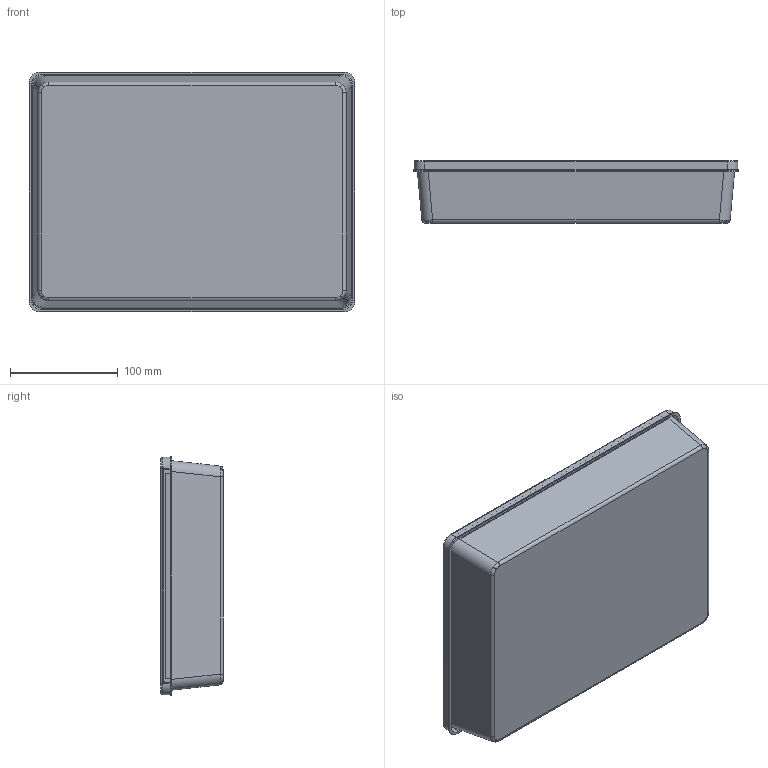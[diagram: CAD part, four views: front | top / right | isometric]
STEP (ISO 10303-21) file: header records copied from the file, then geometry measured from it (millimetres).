
FILE_DESCRIPTION (( 'STEP AP214' ), '1' );
FILE_NAME ('B154 Êîðîáêà ïëàñòèêîâàÿ, 300x220x55 ìì.STEP', '2020-04-06T13:09:23', ( '' ), ( '' ), 'SwSTEP 2.0', 'SolidWorks 2020', '' );
FILE_SCHEMA (( 'AUTOMOTIVE_DESIGN' ));
Length unit declared in the file: millimetre
Products named in the file (3): B154 Êîðîáêà ïëàñòèêîâàÿ, 300x220x55 ìì; B154 Êðûøêà; B154 Åìêîñòü
Assembly tree (2 placements, depth 2):
  B154 Êîðîáêà ïëàñòèêîâàÿ, 300x220x55 ìì
    B154 Åìêîñòü
    B154 Êðûøêà
Bounding box: 302 x 57.5 x 222 mm (x, y, z)
Volume: 422042.4 mm3; surface area: 382640.8 mm2
Topology: 2 solids, 2 shells, 266 faces, 644 edges, 388 vertices
Faces by surface type: cylinder 130, plane 96, torus 28, bspline 12
Entity records: 7946 total; most frequent: CARTESIAN_POINT 1771, ORIENTED_EDGE 1288, DIRECTION 1286, EDGE_CURVE 644, AXIS2_PLACEMENT_3D 455, VERTEX_POINT 388, LINE 376, VECTOR 376
